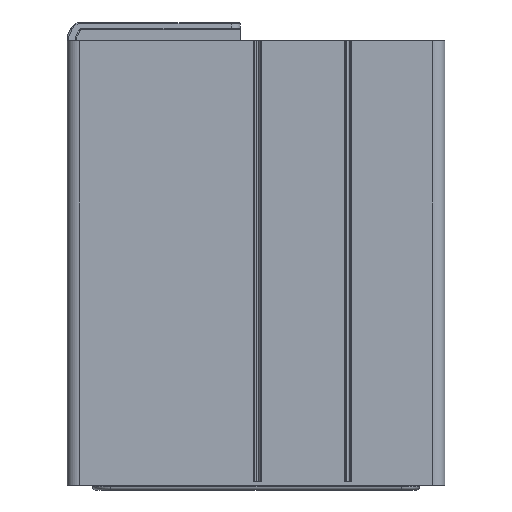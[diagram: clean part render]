
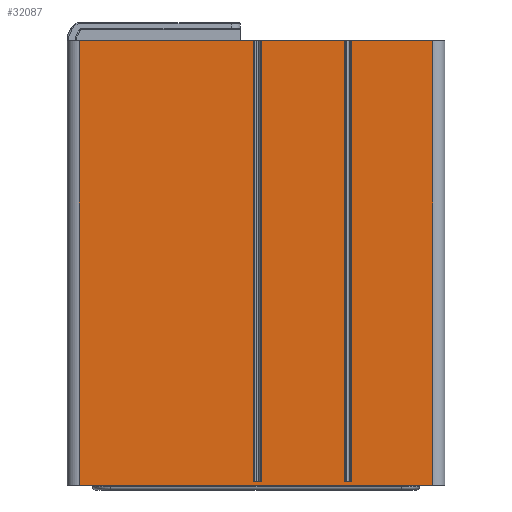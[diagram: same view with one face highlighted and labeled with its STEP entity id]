
A CAD part, front view. The second image highlights one B-rep face of the part: STEP entity #32087.
In plain terms, the highlighted planar face has unit normal (0, -1, 0).
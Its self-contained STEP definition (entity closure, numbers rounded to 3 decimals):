
#22=DIRECTION('',(1.,0.,0.));
#23=VECTOR('',#22,2.468);
#24=CARTESIAN_POINT('',(-31.734,-0.5,-146.));
#25=LINE('',#24,#23);
#26=DIRECTION('',(1.,0.,0.));
#27=VECTOR('',#26,2.468);
#28=CARTESIAN_POINT('',(-1.734,-0.5,-146.));
#29=LINE('',#28,#27);
#2802=DIRECTION('',(1.,0.,0.));
#2803=VECTOR('',#2802,26.766);
#2804=CARTESIAN_POINT('',(0.734,-0.5,0.));
#2805=LINE('',#2804,#2803);
#2829=DIRECTION('',(1.,0.,0.));
#2830=VECTOR('',#2829,27.532);
#2831=CARTESIAN_POINT('',(-29.266,-0.5,0.));
#2832=LINE('',#2831,#2830);
#2856=DIRECTION('',(1.,0.,0.));
#2857=VECTOR('',#2856,57.766);
#2858=CARTESIAN_POINT('',(-89.5,-0.5,0.));
#2859=LINE('',#2858,#2857);
#6152=DIRECTION('',(-1.,0.,0.));
#6153=VECTOR('',#6152,117.);
#6154=CARTESIAN_POINT('',(27.5,-0.5,-147.2));
#6155=LINE('',#6154,#6153);
#9381=DIRECTION('',(0.,0.,-1.));
#9382=VECTOR('',#9381,147.2);
#9383=CARTESIAN_POINT('',(27.5,-0.5,0.));
#9384=LINE('',#9383,#9382);
#9394=DIRECTION('',(0.,0.,1.));
#9395=VECTOR('',#9394,146.);
#9396=CARTESIAN_POINT('',(-29.266,-0.5,-146.));
#9397=LINE('',#9396,#9395);
#9424=DIRECTION('',(0.,0.,-1.));
#9425=VECTOR('',#9424,146.);
#9426=CARTESIAN_POINT('',(-31.734,-0.5,0.));
#9427=LINE('',#9426,#9425);
#9437=DIRECTION('',(0.,0.,-1.));
#9438=VECTOR('',#9437,146.);
#9439=CARTESIAN_POINT('',(-1.734,-0.5,0.));
#9440=LINE('',#9439,#9438);
#9475=DIRECTION('',(0.,0.,1.));
#9476=VECTOR('',#9475,146.);
#9477=CARTESIAN_POINT('',(0.734,-0.5,-146.));
#9478=LINE('',#9477,#9476);
#9479=DIRECTION('',(0.,0.,-1.));
#9480=VECTOR('',#9479,147.2);
#9481=CARTESIAN_POINT('',(-89.5,-0.5,0.));
#9482=LINE('',#9481,#9480);
#15266=CARTESIAN_POINT('',(-89.5,-0.5,0.));
#15267=VERTEX_POINT('',#15266);
#15296=CARTESIAN_POINT('',(-31.734,-0.5,0.));
#15297=VERTEX_POINT('',#15296);
#15412=CARTESIAN_POINT('',(-29.266,-0.5,0.));
#15413=VERTEX_POINT('',#15412);
#15430=CARTESIAN_POINT('',(-1.734,-0.5,0.));
#15431=VERTEX_POINT('',#15430);
#15482=CARTESIAN_POINT('',(0.734,-0.5,0.));
#15483=VERTEX_POINT('',#15482);
#15486=CARTESIAN_POINT('',(27.5,-0.5,0.));
#15487=VERTEX_POINT('',#15486);
#16960=CARTESIAN_POINT('',(27.5,-0.5,-147.2));
#16961=VERTEX_POINT('',#16960);
#16964=CARTESIAN_POINT('',(-89.5,-0.5,-147.2));
#16965=VERTEX_POINT('',#16964);
#18287=CARTESIAN_POINT('',(-31.734,-0.5,-146.));
#18289=VERTEX_POINT('',#18287);
#18337=CARTESIAN_POINT('',(-29.266,-0.5,-146.));
#18338=VERTEX_POINT('',#18337);
#18349=CARTESIAN_POINT('',(-1.734,-0.5,-146.));
#18351=VERTEX_POINT('',#18349);
#18375=CARTESIAN_POINT('',(0.734,-0.5,-146.));
#18376=VERTEX_POINT('',#18375);
#32063=CARTESIAN_POINT('',(-93.5,-0.5,0.));
#32064=DIRECTION('',(0.,-1.,0.));
#32065=DIRECTION('',(1.,0.,0.));
#32066=AXIS2_PLACEMENT_3D('',#32063,#32064,#32065);
#32067=PLANE('',#32066);
#32068=ORIENTED_EDGE('',*,*,#19638,.T.);
#32070=ORIENTED_EDGE('',*,*,#32069,.T.);
#32071=ORIENTED_EDGE('',*,*,#23979,.T.);
#32073=ORIENTED_EDGE('',*,*,#32072,.T.);
#32074=ORIENTED_EDGE('',*,*,#19658,.T.);
#32076=ORIENTED_EDGE('',*,*,#32075,.T.);
#32077=ORIENTED_EDGE('',*,*,#23967,.T.);
#32078=ORIENTED_EDGE('',*,*,#32057,.T.);
#32079=ORIENTED_EDGE('',*,*,#27264,.T.);
#32081=ORIENTED_EDGE('',*,*,#32080,.F.);
#32082=ORIENTED_EDGE('',*,*,#23991,.T.);
#32084=ORIENTED_EDGE('',*,*,#32083,.T.);
#32085=EDGE_LOOP('',(#32068,#32070,#32071,#32073,#32074,#32076,#32077,#32078,
#32079,#32081,#32082,#32084));
#32086=FACE_OUTER_BOUND('',#32085,.F.);
#19638=EDGE_CURVE('',#18289,#18338,#25,.T.);
#19658=EDGE_CURVE('',#18351,#18376,#29,.T.);
#23967=EDGE_CURVE('',#15483,#15487,#2805,.T.);
#23979=EDGE_CURVE('',#15413,#15431,#2832,.T.);
#23991=EDGE_CURVE('',#15267,#15297,#2859,.T.);
#27264=EDGE_CURVE('',#16961,#16965,#6155,.T.);
#32057=EDGE_CURVE('',#15487,#16961,#9384,.T.);
#32069=EDGE_CURVE('',#18338,#15413,#9397,.T.);
#32072=EDGE_CURVE('',#15431,#18351,#9440,.T.);
#32075=EDGE_CURVE('',#18376,#15483,#9478,.T.);
#32080=EDGE_CURVE('',#15267,#16965,#9482,.T.);
#32083=EDGE_CURVE('',#15297,#18289,#9427,.T.);
#32087=ADVANCED_FACE('',(#32086),#32067,.T.);
